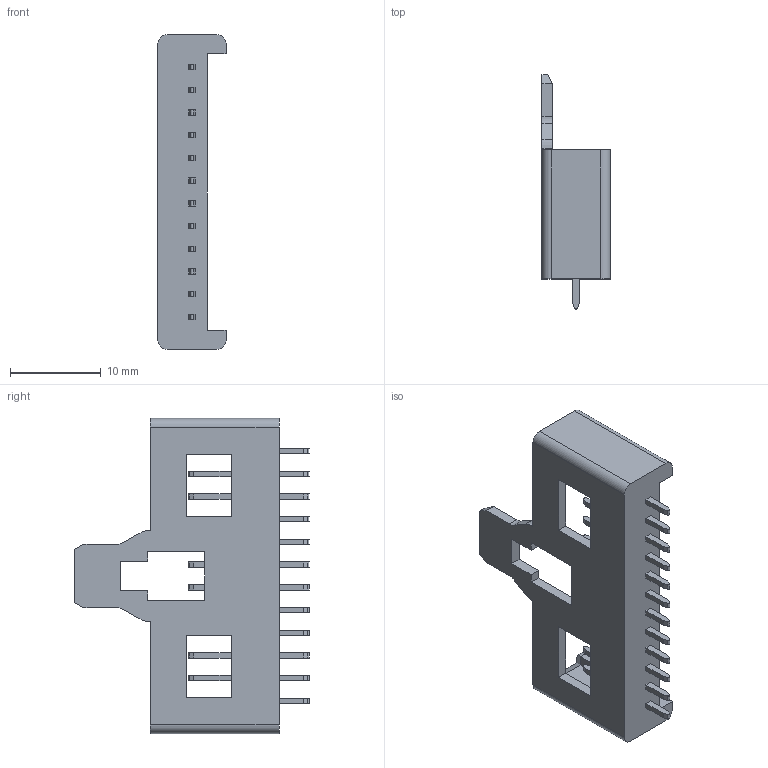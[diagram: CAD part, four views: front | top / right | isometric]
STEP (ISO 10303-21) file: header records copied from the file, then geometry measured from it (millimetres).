
FILE_DESCRIPTION(('OneSpaceDesigner STEP Export'),'2;1');
FILE_NAME('2,5_MSF_12.stp','2005-12-19T 7:49:14',('oleg_svencickij'),('LumbergConnect_GmbH'),'OneSpace Designer STEP processor for AP214 (Solid Model)','OneSpace Designer 13.20 11-May-2005 (C) CoCreate Software GmbH','');
FILE_SCHEMA(('AUTOMOTIVE_DESIGN { 1 0 10303 214 1 1 1 1 }'));
Length unit declared in the file: millimetre
Products named in the file (2): 2.5_MSF_12
Assembly tree (1 placements, depth 2):
  2.5_MSF_12
    2.5_MSF_12
Bounding box: 7.5 x 25.8 x 34.7 mm (x, y, z)
Volume: 1105.2 mm3; surface area: 2091.8 mm2
Topology: 1 solids, 1 shells, 263 faces, 703 edges, 466 vertices
Faces by surface type: plane 229, cylinder 34
Entity records: 9902 total; most frequent: CARTESIAN_POINT 1426, ORIENTED_EDGE 1406, DIRECTION 1289, EDGE_CURVE 703, VECTOR 631, LINE 631, VERTEX_POINT 466, AXIS2_PLACEMENT_3D 329
